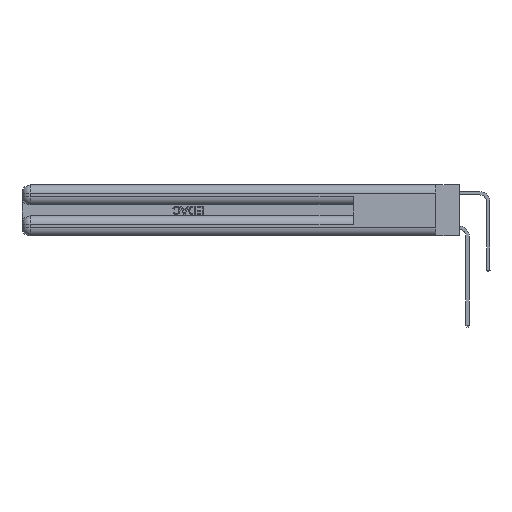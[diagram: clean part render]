
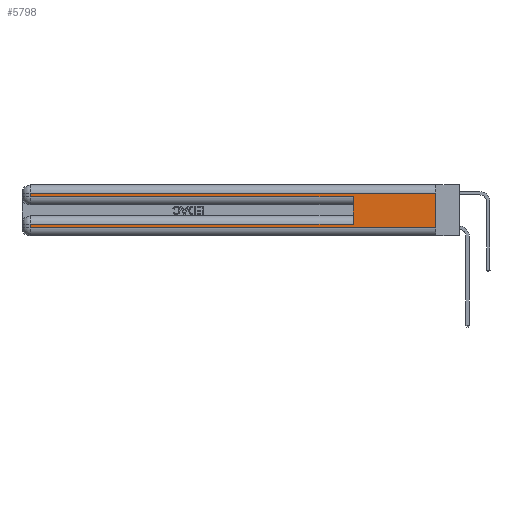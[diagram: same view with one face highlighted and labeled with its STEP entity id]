
A CAD part, left-side view. The second image highlights one B-rep face of the part: STEP entity #5798.
In plain terms, the highlighted planar face has unit normal (-1, 0, 0).
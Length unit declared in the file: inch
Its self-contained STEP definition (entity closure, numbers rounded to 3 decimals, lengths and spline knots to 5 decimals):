
#233 = EDGE_CURVE ( 'NONE', #3905, #17628, #33057, .T. ) ;
#1051 = ORIENTED_EDGE ( 'NONE', *, *, #18991, .F. ) ;
#1108 = VERTEX_POINT ( 'NONE', #1534 ) ;
#1534 = CARTESIAN_POINT ( 'NONE',  ( 0., 0.6, 0.085 ) ) ;
#1893 = EDGE_CURVE ( 'NONE', #27575, #4056, #9729, .T. ) ;
#2181 = DIRECTION ( 'NONE',  ( 0., -1., 0. ) ) ;
#2472 = DIRECTION ( 'NONE',  ( 0., 0., 1. ) ) ;
#3091 = CARTESIAN_POINT ( 'NONE',  ( 0., 0.6, 0.285 ) ) ;
#3563 = LINE ( 'NONE', #21467, #4650 ) ;
#3621 = VERTEX_POINT ( 'NONE', #6726 ) ;
#3632 = VECTOR ( 'NONE', #12268, 39.37008 ) ;
#3905 = VERTEX_POINT ( 'NONE', #13737 ) ;
#4056 = VERTEX_POINT ( 'NONE', #23486 ) ;
#4364 = EDGE_CURVE ( 'NONE', #1108, #22397, #3563, .T. ) ;
#4650 = VECTOR ( 'NONE', #13860, 39.37008 ) ;
#4670 = CARTESIAN_POINT ( 'NONE',  ( 0., 0., 0.31 ) ) ;
#4726 = CARTESIAN_POINT ( 'NONE',  ( 0., 0., 0.285 ) ) ;
#5432 = VECTOR ( 'NONE', #33230, 39.37008 ) ;
#5798 = ADVANCED_FACE ( 'NONE', ( #16670 ), #21735, .F. ) ;
#6023 = VECTOR ( 'NONE', #14091, 39.37008 ) ;
#6726 = CARTESIAN_POINT ( 'NONE',  ( 0., 0., 0.31 ) ) ;
#6814 = EDGE_CURVE ( 'NONE', #22397, #3905, #32585, .T. ) ;
#7497 = CARTESIAN_POINT ( 'NONE',  ( 0., 0., 0.06 ) ) ;
#7716 = VECTOR ( 'NONE', #2472, 39.37008 ) ;
#9729 = LINE ( 'NONE', #24920, #22189 ) ;
#9909 = CARTESIAN_POINT ( 'NONE',  ( 0., 0., 0.06 ) ) ;
#11544 = VERTEX_POINT ( 'NONE', #3091 ) ;
#12169 = EDGE_LOOP ( 'NONE', ( #1051, #21418, #15782, #27781, #20096, #21687, #28434, #28607 ) ) ;
#12268 = DIRECTION ( 'NONE',  ( 0., -1., 0. ) ) ;
#13737 = CARTESIAN_POINT ( 'NONE',  ( 0., 2.94, 0.06 ) ) ;
#13860 = DIRECTION ( 'NONE',  ( 0., 1., 0. ) ) ;
#13993 = DIRECTION ( 'NONE',  ( 0., 0., -1. ) ) ;
#14091 = DIRECTION ( 'NONE',  ( 0., 0., -1. ) ) ;
#15126 = LINE ( 'NONE', #4670, #5432 ) ;
#15782 = ORIENTED_EDGE ( 'NONE', *, *, #1893, .T. ) ;
#16062 = VECTOR ( 'NONE', #13993, 39.37008 ) ;
#16670 = FACE_OUTER_BOUND ( 'NONE', #12169, .T. ) ;
#17355 = CARTESIAN_POINT ( 'NONE',  ( 0., 0.6, 0.145 ) ) ;
#17628 = VERTEX_POINT ( 'NONE', #7497 ) ;
#18889 = DIRECTION ( 'NONE',  ( 1., 0., 0. ) ) ;
#18991 = EDGE_CURVE ( 'NONE', #3621, #17628, #22357, .T. ) ;
#19241 = AXIS2_PLACEMENT_3D ( 'NONE', #32069, #18889, #29192 ) ;
#19889 = LINE ( 'NONE', #17355, #7716 ) ;
#20096 = ORIENTED_EDGE ( 'NONE', *, *, #28934, .F. ) ;
#20316 = EDGE_CURVE ( 'NONE', #3621, #27575, #15126, .T. ) ;
#21418 = ORIENTED_EDGE ( 'NONE', *, *, #20316, .T. ) ;
#21467 = CARTESIAN_POINT ( 'NONE',  ( 0., 0., 0.085 ) ) ;
#21687 = ORIENTED_EDGE ( 'NONE', *, *, #4364, .T. ) ;
#21735 = PLANE ( 'NONE',  #19241 ) ;
#22189 = VECTOR ( 'NONE', #33378, 39.37008 ) ;
#22357 = LINE ( 'NONE', #27770, #6023 ) ;
#22397 = VERTEX_POINT ( 'NONE', #25001 ) ;
#23486 = CARTESIAN_POINT ( 'NONE',  ( 0., 2.94, 0.285 ) ) ;
#24920 = CARTESIAN_POINT ( 'NONE',  ( 0., 2.94, 0.37 ) ) ;
#25001 = CARTESIAN_POINT ( 'NONE',  ( 0., 2.94, 0.085 ) ) ;
#27169 = CARTESIAN_POINT ( 'NONE',  ( 0., 2.94, 0.37 ) ) ;
#27202 = VECTOR ( 'NONE', #2181, 39.37008 ) ;
#27575 = VERTEX_POINT ( 'NONE', #30322 ) ;
#27770 = CARTESIAN_POINT ( 'NONE',  ( 0., 0., 0.37 ) ) ;
#27781 = ORIENTED_EDGE ( 'NONE', *, *, #29743, .T. ) ;
#27875 = LINE ( 'NONE', #4726, #27202 ) ;
#28434 = ORIENTED_EDGE ( 'NONE', *, *, #6814, .T. ) ;
#28607 = ORIENTED_EDGE ( 'NONE', *, *, #233, .T. ) ;
#28934 = EDGE_CURVE ( 'NONE', #1108, #11544, #19889, .T. ) ;
#29192 = DIRECTION ( 'NONE',  ( 0., 0., -1. ) ) ;
#29743 = EDGE_CURVE ( 'NONE', #4056, #11544, #27875, .T. ) ;
#30322 = CARTESIAN_POINT ( 'NONE',  ( 0., 2.94, 0.31 ) ) ;
#32069 = CARTESIAN_POINT ( 'NONE',  ( 0., 0., 0.37 ) ) ;
#32585 = LINE ( 'NONE', #27169, #16062 ) ;
#33057 = LINE ( 'NONE', #9909, #3632 ) ;
#33230 = DIRECTION ( 'NONE',  ( 0., 1., 0. ) ) ;
#33378 = DIRECTION ( 'NONE',  ( 0., 0., -1. ) ) ;
